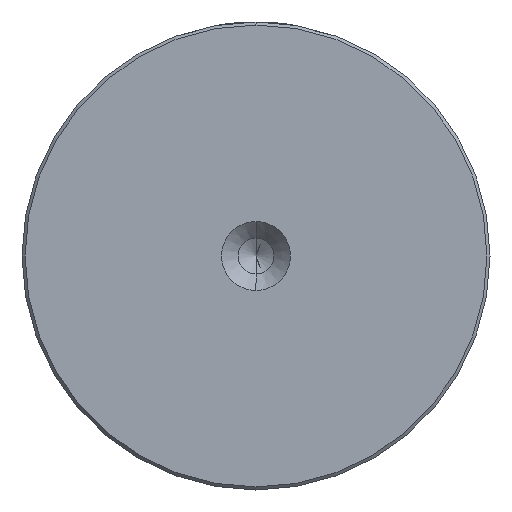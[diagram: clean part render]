
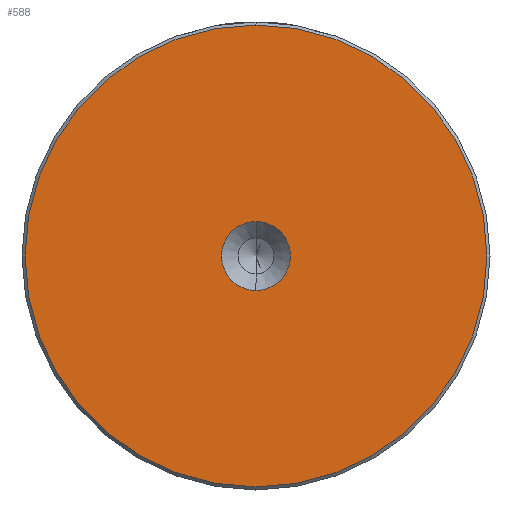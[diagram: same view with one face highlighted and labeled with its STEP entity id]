
A CAD part, left-side view. The second image highlights one B-rep face of the part: STEP entity #588.
In plain terms, the highlighted planar face has unit normal (-1, 0, 0).
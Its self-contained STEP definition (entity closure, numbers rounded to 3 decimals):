
#11 = ORIENTED_EDGE ( 'NONE', *, *, #437, .F. ) ;
#56 = AXIS2_PLACEMENT_3D ( 'NONE', #1196, #851, #831 ) ;
#68 = EDGE_CURVE ( 'NONE', #370, #141, #1006, .T. ) ;
#141 = VERTEX_POINT ( 'NONE', #2078 ) ;
#178 = DIRECTION ( 'NONE',  ( 0., 0., 1. ) ) ;
#268 = ORIENTED_EDGE ( 'NONE', *, *, #68, .T. ) ;
#370 = VERTEX_POINT ( 'NONE', #1473 ) ;
#437 = EDGE_CURVE ( 'NONE', #1470, #1630, #1476, .T. ) ;
#482 = ORIENTED_EDGE ( 'NONE', *, *, #908, .T. ) ;
#588 = ADVANCED_FACE ( 'NONE', ( #1286, #2292 ), #1401, .T. ) ;
#831 = DIRECTION ( 'NONE',  ( 0., 0., 1. ) ) ;
#851 = DIRECTION ( 'NONE',  ( -1., 0., 0. ) ) ;
#858 = AXIS2_PLACEMENT_3D ( 'NONE', #1137, #2565, #1353 ) ;
#862 = AXIS2_PLACEMENT_3D ( 'NONE', #1193, #1168, #1155 ) ;
#908 = EDGE_CURVE ( 'NONE', #141, #370, #1663, .T. ) ;
#929 = CARTESIAN_POINT ( 'NONE',  ( 0., 0., -5.6 ) ) ;
#933 = DIRECTION ( 'NONE',  ( 0., 0., 1. ) ) ;
#951 = DIRECTION ( 'NONE',  ( -1., 0., 0. ) ) ;
#992 = EDGE_LOOP ( 'NONE', ( #482, #268 ) ) ;
#1006 = CIRCLE ( 'NONE', #56, 37.5 ) ;
#1137 = CARTESIAN_POINT ( 'NONE',  ( 0., 0., 0. ) ) ;
#1155 = DIRECTION ( 'NONE',  ( 0., 0., 1. ) ) ;
#1168 = DIRECTION ( 'NONE',  ( -1., 0., 0. ) ) ;
#1193 = CARTESIAN_POINT ( 'NONE',  ( 0., 0., 0. ) ) ;
#1196 = CARTESIAN_POINT ( 'NONE',  ( 0., 0., 0. ) ) ;
#1286 = FACE_OUTER_BOUND ( 'NONE', #992, .T. ) ;
#1353 = DIRECTION ( 'NONE',  ( 0., 0., 1. ) ) ;
#1365 = CARTESIAN_POINT ( 'NONE',  ( 0., 0., 0. ) ) ;
#1401 = PLANE ( 'NONE',  #2651 ) ;
#1420 = DIRECTION ( 'NONE',  ( -1., 0., 0. ) ) ;
#1470 = VERTEX_POINT ( 'NONE', #929 ) ;
#1473 = CARTESIAN_POINT ( 'NONE',  ( 0., 0., 37.5 ) ) ;
#1476 = CIRCLE ( 'NONE', #862, 5.6 ) ;
#1577 = EDGE_LOOP ( 'NONE', ( #2083, #11 ) ) ;
#1630 = VERTEX_POINT ( 'NONE', #1796 ) ;
#1663 = CIRCLE ( 'NONE', #2521, 37.5 ) ;
#1796 = CARTESIAN_POINT ( 'NONE',  ( 0., 0., 5.6 ) ) ;
#2078 = CARTESIAN_POINT ( 'NONE',  ( 0., 0., -37.5 ) ) ;
#2083 = ORIENTED_EDGE ( 'NONE', *, *, #2135, .F. ) ;
#2135 = EDGE_CURVE ( 'NONE', #1630, #1470, #2232, .T. ) ;
#2232 = CIRCLE ( 'NONE', #858, 5.6 ) ;
#2292 = FACE_BOUND ( 'NONE', #1577, .T. ) ;
#2521 = AXIS2_PLACEMENT_3D ( 'NONE', #2638, #1420, #178 ) ;
#2565 = DIRECTION ( 'NONE',  ( -1., 0., 0. ) ) ;
#2638 = CARTESIAN_POINT ( 'NONE',  ( 0., 0., 0. ) ) ;
#2651 = AXIS2_PLACEMENT_3D ( 'NONE', #1365, #951, #933 ) ;
